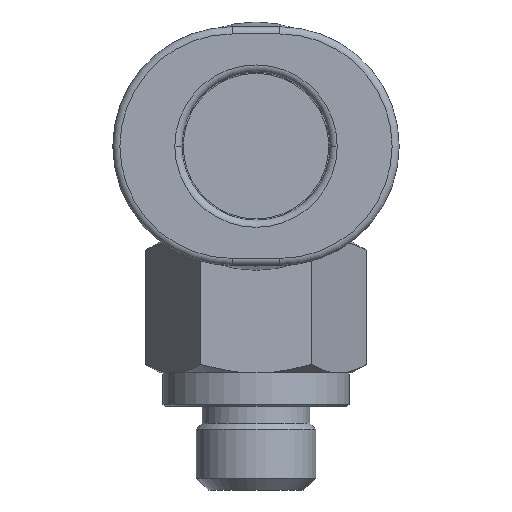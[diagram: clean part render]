
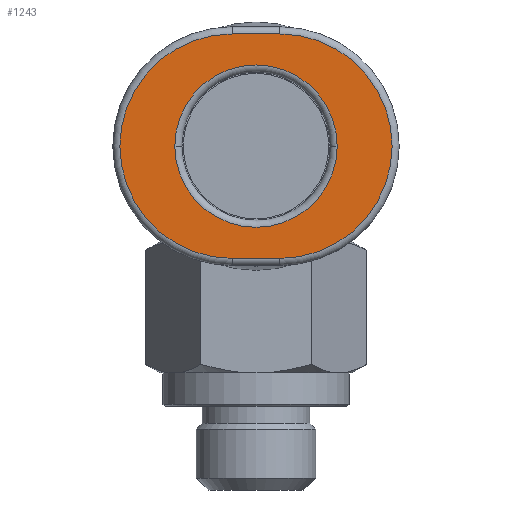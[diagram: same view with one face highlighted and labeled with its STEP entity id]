
A CAD part, front view. The second image highlights one B-rep face of the part: STEP entity #1243.
In plain terms, the highlighted planar face has unit normal (0, -1, 0).
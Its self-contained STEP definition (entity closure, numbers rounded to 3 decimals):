
#863=CARTESIAN_POINT('',(3.4,-9.85,0.));
#864=VERTEX_POINT('',#863);
#872=CARTESIAN_POINT('',(-3.4,-9.85,0.));
#873=VERTEX_POINT('',#872);
#874=CARTESIAN_POINT('',(0.,-9.85,0.));
#875=DIRECTION('',(0.0,-1.0,0.0));
#876=DIRECTION('',(1.0,0.0,0.0));
#877=AXIS2_PLACEMENT_3D('',#874,#875,#876);
#878=CIRCLE('',#877,3.4);
#879=EDGE_CURVE('',#864,#873,#878,.T.);
#1039=CARTESIAN_POINT('',(-1.,-9.85,4.7));
#1040=VERTEX_POINT('',#1039);
#1059=CARTESIAN_POINT('',(-1.,-9.85,-4.7));
#1060=VERTEX_POINT('',#1059);
#1068=CARTESIAN_POINT('',(-1.,-9.85,0.));
#1069=DIRECTION('',(0.,1.0,0.));
#1070=DIRECTION('',(-1.0,0.,0.));
#1071=AXIS2_PLACEMENT_3D('',#1068,#1069,#1070);
#1072=CIRCLE('',#1071,4.7);
#1073=EDGE_CURVE('',#1060,#1040,#1072,.T.);
#1083=CARTESIAN_POINT('',(1.,-9.85,4.7));
#1084=VERTEX_POINT('',#1083);
#1101=CARTESIAN_POINT('',(-1.,-9.85,4.7));
#1102=DIRECTION('',(1.0,0.0,0.0));
#1103=VECTOR('',#1102,2.);
#1104=LINE('',#1101,#1103);
#1105=EDGE_CURVE('',#1040,#1084,#1104,.T.);
#1117=CARTESIAN_POINT('',(1.,-9.85,-4.7));
#1118=VERTEX_POINT('',#1117);
#1126=CARTESIAN_POINT('',(1.,-9.85,-4.7));
#1127=DIRECTION('',(-1.0,0.0,0.0));
#1128=VECTOR('',#1127,2.0);
#1129=LINE('',#1126,#1128);
#1130=EDGE_CURVE('',#1118,#1060,#1129,.T.);
#1148=CARTESIAN_POINT('',(1.,-9.85,0.));
#1149=DIRECTION('',(0.,1.0,0.));
#1150=DIRECTION('',(1.0,0.,0.));
#1151=AXIS2_PLACEMENT_3D('',#1148,#1149,#1150);
#1152=CIRCLE('',#1151,4.7);
#1153=EDGE_CURVE('',#1084,#1118,#1152,.T.);
#1222=CARTESIAN_POINT('',(0.,-9.85,0.));
#1223=DIRECTION('',(0.0,1.0,0.0));
#1224=DIRECTION('',(1.0,0.0,0.0));
#1225=AXIS2_PLACEMENT_3D('',#1222,#1223,#1224);
#1226=PLANE('',#1225);
#1227=ORIENTED_EDGE('',*,*,#1073,.F.);
#1228=ORIENTED_EDGE('',*,*,#1130,.F.);
#1229=ORIENTED_EDGE('',*,*,#1153,.F.);
#1230=ORIENTED_EDGE('',*,*,#1105,.F.);
#1231=EDGE_LOOP('',(#1227,#1228,#1229,#1230));
#1232=FACE_OUTER_BOUND('',#1231,.T.);
#1233=CARTESIAN_POINT('',(0.,-9.85,0.));
#1234=DIRECTION('',(0.0,-1.0,0.0));
#1235=DIRECTION('',(1.0,0.0,0.0));
#1236=AXIS2_PLACEMENT_3D('',#1233,#1234,#1235);
#1237=CIRCLE('',#1236,3.4);
#1238=EDGE_CURVE('',#873,#864,#1237,.T.);
#1239=ORIENTED_EDGE('',*,*,#1238,.F.);
#1240=ORIENTED_EDGE('',*,*,#879,.F.);
#1241=EDGE_LOOP('',(#1239,#1240));
#1242=FACE_BOUND('',#1241,.T.);
#1243=ADVANCED_FACE('',(#1232,#1242),#1226,.F.);
